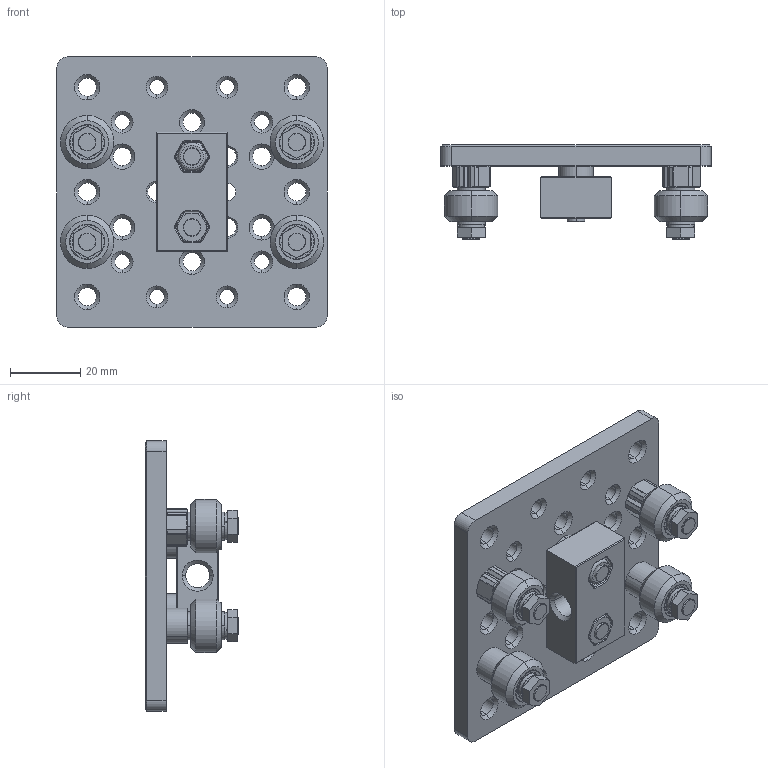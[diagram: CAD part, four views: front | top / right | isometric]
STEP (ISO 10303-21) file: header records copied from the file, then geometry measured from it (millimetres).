
FILE_DESCRIPTION (( 'STEP AP214' ), '1' );
FILE_NAME ('Êîìïëåêò ïîðòàëüíîé ïëàñòèíû äëÿ Ñ ïðîôèëÿ 77x77.STEP', '2021-08-13T08:09:01', ( 'Windows User' ), ( '' ), 'SwSTEP 2.0', 'SolidWorks 2021', '' );
FILE_SCHEMA (( 'AUTOMOTIVE_DESIGN' ));
Length unit declared in the file: millimetre
Products named in the file (15): curved spring lock washer_din_Spring washer DIN 128 - A4; hex thin nut gradeb_din_Hexagon Nut ISO 4036 - M5 - N; A199 Äèñòàíöèîííàÿ âòóëêà 5õ3 ìì; A231 Õîäîâàÿ ãàéêà 20x34 äëÿ òðàïåöåèäàëüíîãî âèíòà 8 ìì _Žá­®¢ ; A195-Standartnyy-ekstsentrik-6-mm_-dlya-vinta-M5_podrobnaya-model__00; A178 Ìèíè ïëàñòèêîâûé óñèëåííûé ðîëèê äëÿ V-ïàçà; A201 Äèñòàíöèîííàÿ âòóëêà 5õ6 ìì_00; A142 Âèíò ñ ïëîñêîé ãîëîâêîé è âíóòð. øåñòèãðàííèêîì M5õ20_00; A183 Ïîäøèïíèê äëÿ ìèíè ðîëèêîâ, O 5  O 10, MR105zz_00; A243 Ïëàñòèíà ïîðòàëüíàÿ 77õ77 (Ñ-ïðîôèëÿ)_00; A229 Ñàìîêîíòðÿùàÿñÿ ãàéêà M5_00; A178 栖闉罻 豂錒罻_00; Êîìïëåêò ïîðòàëüíîé ïëàñòèíû äëÿ Ñ ïðîôèëÿ 77x77; A143 Âèíò ñ ïëîñêîé ãîëîâêîé è âíóòð. øåñòèãðàííèêîì M5õ25; A137 Âûñîêîòî÷íàÿ ïðîêëàäêà O 5,3  O 8
Assembly tree (40 placements, depth 3):
  Êîìïëåêò ïîðòàëüíîé ïëàñòèíû äëÿ Ñ ïðîôèëÿ 77x77
    A243 Ïëàñòèíà ïîðòàëüíàÿ 77õ77 (Ñ-ïðîôèëÿ)_00
    A143 Âèíò ñ ïëîñêîé ãîëîâêîé è âíóòð. øåñòèãðàííèêîì M5õ25  x4
    A195-Standartnyy-ekstsentrik-6-mm_-dlya-vinta-M5_podrobnaya-model__00  x2
    A137 Âûñîêîòî÷íàÿ ïðîêëàäêà O 5,3  O 8  x8
    A178 栖闉罻 豂錒罻_00  x4
      A137 Âûñîêîòî÷íàÿ ïðîêëàäêà O 5,3  O 8
      A178 Ìèíè ïëàñòèêîâûé óñèëåííûé ðîëèê äëÿ V-ïàçà
      A183 Ïîäøèïíèê äëÿ ìèíè ðîëèêîâ, O 5  O 10, MR105zz_00
    A201 Äèñòàíöèîííàÿ âòóëêà 5õ6 ìì_00  x2
    A142 Âèíò ñ ïëîñêîé ãîëîâêîé è âíóòð. øåñòèãðàííèêîì M5õ20_00  x2
    A199 Äèñòàíöèîííàÿ âòóëêà 5õ3 ìì  x2
    A231 Õîäîâàÿ ãàéêà 20x34 äëÿ òðàïåöåèäàëüíîãî âèíòà 8 ìì _Žá­®¢ 
    A229 Ñàìîêîíòðÿùàÿñÿ ãàéêà M5_00  x2
    hex thin nut gradeb_din_Hexagon Nut ISO 4036 - M5 - N  x4
    curved spring lock washer_din_Spring washer DIN 128 - A4  x4
Bounding box: 77 x 26.8 x 77 mm (x, y, z)
Volume: 46548 mm3; surface area: 35001.1 mm2
Topology: 80 solids, 80 shells, 1759 faces, 4256 edges, 2720 vertices
Faces by surface type: cylinder 510, cone 406, plane 391, torus 324, sphere 128
Entity records: 20657 total; most frequent: CARTESIAN_POINT 3644, DIRECTION 3238, ORIENTED_EDGE 2780, EDGE_CURVE 1390, AXIS2_PLACEMENT_3D 1314, VERTEX_POINT 854, EDGE_LOOP 732, CIRCLE 664
